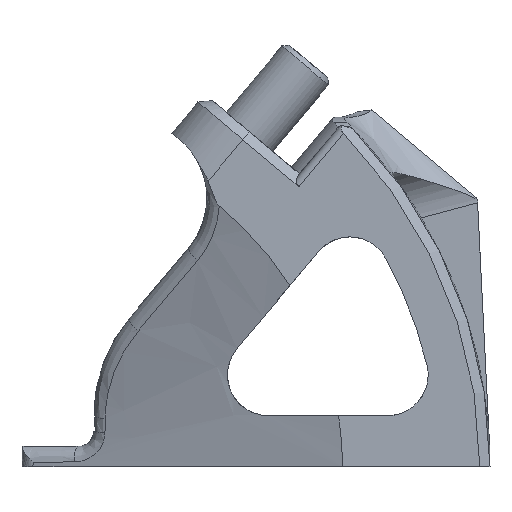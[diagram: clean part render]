
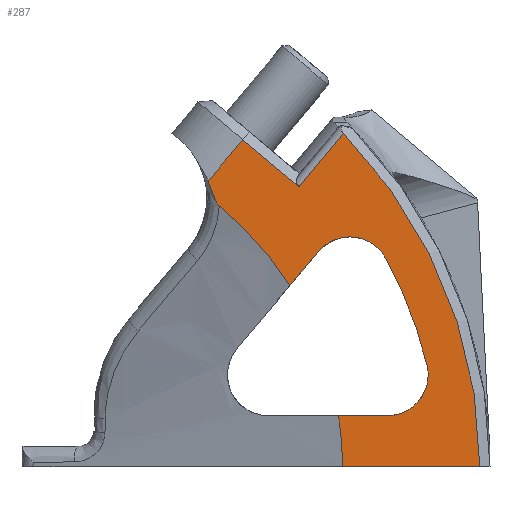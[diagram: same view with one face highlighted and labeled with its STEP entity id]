
A CAD part, left-side view. The second image highlights one B-rep face of the part: STEP entity #287.
In plain terms, the highlighted planar face has unit normal (-1, 0, 0).
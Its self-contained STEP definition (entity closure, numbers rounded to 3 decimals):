
#80 = CARTESIAN_POINT ( 'NONE',  ( 0., 60.645, 10. ) ) ;
#128 = CARTESIAN_POINT ( 'NONE',  ( 0., 10.589, 10. ) ) ;
#277 = CARTESIAN_POINT ( 'NONE',  ( 0., 28.734, 65.311 ) ) ;
#287 = ADVANCED_FACE ( 'NONE', ( #2006 ), #1207, .F. ) ;
#320 = CARTESIAN_POINT ( 'NONE',  ( 0., 54.666, 54.318 ) ) ;
#352 = CARTESIAN_POINT ( 'NONE',  ( 0., 55.132, 55.579 ) ) ;
#363 = DIRECTION ( 'NONE',  ( 0., 0., -1. ) ) ;
#377 = CARTESIAN_POINT ( 'NONE',  ( 0., 53.416, 51.45 ) ) ;
#437 = AXIS2_PLACEMENT_3D ( 'NONE', #4328, #1899, #3533 ) ;
#520 = AXIS2_PLACEMENT_3D ( 'NONE', #1989, #3315, #363 ) ;
#565 = EDGE_LOOP ( 'NONE', ( #4956, #1050, #973, #4809, #3939, #3904, #2304, #1610, #2241, #1746, #4912, #2083, #2345, #2105 ) ) ;
#607 = VERTEX_POINT ( 'NONE', #2318 ) ;
#627 = VERTEX_POINT ( 'NONE', #3988 ) ;
#683 = CARTESIAN_POINT ( 'NONE',  ( 0., 95.144, 0. ) ) ;
#702 = CARTESIAN_POINT ( 'NONE',  ( 0., 27.489, 37.068 ) ) ;
#788 = CARTESIAN_POINT ( 'NONE',  ( 0., 53.106, 51.124 ) ) ;
#865 = CIRCLE ( 'NONE', #1496, 85.144 ) ;
#973 = ORIENTED_EDGE ( 'NONE', *, *, #1130, .T. ) ;
#978 = DIRECTION ( 'NONE',  ( 0., 0.643, -0.766 ) ) ;
#1025 = VECTOR ( 'NONE', #4172, 1000. ) ;
#1050 = ORIENTED_EDGE ( 'NONE', *, *, #3395, .T. ) ;
#1055 = CARTESIAN_POINT ( 'NONE',  ( 0., 20.129, 18. ) ) ;
#1130 = EDGE_CURVE ( 'NONE', #2493, #2915, #1556, .T. ) ;
#1207 = PLANE ( 'NONE',  #3353 ) ;
#1208 = CARTESIAN_POINT ( 'NONE',  ( 0., 54.516, 53.896 ) ) ;
#1259 = DIRECTION ( 'NONE',  ( 1., 0., 0. ) ) ;
#1298 = CARTESIAN_POINT ( 'NONE',  ( 0., 20.129, 10. ) ) ;
#1333 = CARTESIAN_POINT ( 'NONE',  ( 0., 29.715, 10. ) ) ;
#1401 = AXIS2_PLACEMENT_3D ( 'NONE', #702, #2869, #2841 ) ;
#1459 = DIRECTION ( 'NONE',  ( 0., 1., 0. ) ) ;
#1496 = AXIS2_PLACEMENT_3D ( 'NONE', #2591, #1259, #3841 ) ;
#1556 = LINE ( 'NONE', #4527, #5360 ) ;
#1583 = VERTEX_POINT ( 'NONE', #277 ) ;
#1610 = ORIENTED_EDGE ( 'NONE', *, *, #1730, .T. ) ;
#1712 = DIRECTION ( 'NONE',  ( 0., -0.643, 0.766 ) ) ;
#1730 = EDGE_CURVE ( 'NONE', #5140, #627, #4390, .T. ) ;
#1746 = ORIENTED_EDGE ( 'NONE', *, *, #1837, .T. ) ;
#1747 = CARTESIAN_POINT ( 'NONE',  ( 0., 53.603, 58.015 ) ) ;
#1837 = EDGE_CURVE ( 'NONE', #2316, #4544, #865, .T. ) ;
#1850 = VERTEX_POINT ( 'NONE', #2142 ) ;
#1857 = VERTEX_POINT ( 'NONE', #2941 ) ;
#1884 = CARTESIAN_POINT ( 'NONE',  ( 0., 48.461, 64.143 ) ) ;
#1899 = DIRECTION ( 'NONE',  ( -1., 0., 0. ) ) ;
#1989 = CARTESIAN_POINT ( 'NONE',  ( 0., 95.144, 0. ) ) ;
#2006 = FACE_OUTER_BOUND ( 'NONE', #565, .T. ) ;
#2007 = CARTESIAN_POINT ( 'NONE',  ( 0., 54.203, 53.056 ) ) ;
#2037 = CARTESIAN_POINT ( 'NONE',  ( 0., 54.975, 55.16 ) ) ;
#2066 = CARTESIAN_POINT ( 'NONE',  ( 0., 55.297, 55.996 ) ) ;
#2083 = ORIENTED_EDGE ( 'NONE', *, *, #2403, .T. ) ;
#2105 = ORIENTED_EDGE ( 'NONE', *, *, #3388, .T. ) ;
#2134 = DIRECTION ( 'NONE',  ( 1., 0., 0. ) ) ;
#2142 = CARTESIAN_POINT ( 'NONE',  ( 0., 55.297, 55.996 ) ) ;
#2189 = CARTESIAN_POINT ( 'NONE',  ( 0., 20.473, 40.912 ) ) ;
#2241 = ORIENTED_EDGE ( 'NONE', *, *, #4616, .T. ) ;
#2275 = EDGE_CURVE ( 'NONE', #4358, #1857, #3081, .T. ) ;
#2304 = ORIENTED_EDGE ( 'NONE', *, *, #3124, .T. ) ;
#2316 = VERTEX_POINT ( 'NONE', #2189 ) ;
#2318 = CARTESIAN_POINT ( 'NONE',  ( 0., 39.267, 35.478 ) ) ;
#2320 = CARTESIAN_POINT ( 'NONE',  ( 0., 37.459, 54.912 ) ) ;
#2345 = ORIENTED_EDGE ( 'NONE', *, *, #2275, .T. ) ;
#2353 = CARTESIAN_POINT ( 'NONE',  ( 0., 0., 0. ) ) ;
#2388 = CIRCLE ( 'NONE', #437, 93.144 ) ;
#2403 = EDGE_CURVE ( 'NONE', #4655, #4358, #4407, .T. ) ;
#2420 = EDGE_CURVE ( 'NONE', #3651, #1583, #2388, .T. ) ;
#2449 = VECTOR ( 'NONE', #978, 1000. ) ;
#2493 = VERTEX_POINT ( 'NONE', #2320 ) ;
#2499 = CARTESIAN_POINT ( 'NONE',  ( 0., 27.489, 37.068 ) ) ;
#2534 = CARTESIAN_POINT ( 'NONE',  ( 0., 33.618, 42.21 ) ) ;
#2591 = CARTESIAN_POINT ( 'NONE',  ( 0., 95.144, 0. ) ) ;
#2673 = B_SPLINE_CURVE_WITH_KNOTS ( 'NONE', 3,
 ( #2066, #352, #2037, #320, #1208, #2007, #3720, #2925, #5423, #377, #3284, #788 ),
 .UNSPECIFIED., .F., .F.,
 ( 4, 2, 2, 2, 2, 4 ),
 ( 0., 0.001, 0.003, 0.004, 0.005, 0.005 ),
 .UNSPECIFIED. ) ;
#2704 = VECTOR ( 'NONE', #1712, 1000. ) ;
#2706 = DIRECTION ( 'NONE',  ( 1., 0., 0. ) ) ;
#2770 = LINE ( 'NONE', #4434, #2449 ) ;
#2779 = VERTEX_POINT ( 'NONE', #4827 ) ;
#2841 = DIRECTION ( 'NONE',  ( 0., 0., -1. ) ) ;
#2869 = DIRECTION ( 'NONE',  ( 1., 0., 0. ) ) ;
#2901 = DIRECTION ( 'NONE',  ( 0., 0., -1. ) ) ;
#2915 = VERTEX_POINT ( 'NONE', #1884 ) ;
#2925 = CARTESIAN_POINT ( 'NONE',  ( 0., 53.757, 52.028 ) ) ;
#2941 = CARTESIAN_POINT ( 'NONE',  ( 0., 28.956, 0. ) ) ;
#2983 = AXIS2_PLACEMENT_3D ( 'NONE', #2499, #2134, #3317 ) ;
#3006 = CARTESIAN_POINT ( 'NONE',  ( 0., 2., 0. ) ) ;
#3032 = EDGE_CURVE ( 'NONE', #4544, #4655, #3313, .T. ) ;
#3045 = AXIS2_PLACEMENT_3D ( 'NONE', #1055, #5408, #3345 ) ;
#3081 = CIRCLE ( 'NONE', #520, 66.189 ) ;
#3094 = DIRECTION ( 'NONE',  ( 0., -1., 0. ) ) ;
#3124 = EDGE_CURVE ( 'NONE', #607, #5140, #3831, .T. ) ;
#3255 = DIRECTION ( 'NONE',  ( 1., 0., 0. ) ) ;
#3265 = EDGE_CURVE ( 'NONE', #2779, #607, #3843, .T. ) ;
#3284 = CARTESIAN_POINT ( 'NONE',  ( 0., 53.281, 51.268 ) ) ;
#3313 = CIRCLE ( 'NONE', #3045, 8. ) ;
#3315 = DIRECTION ( 'NONE',  ( 1., 0., 0. ) ) ;
#3317 = DIRECTION ( 'NONE',  ( 0., 0., -1. ) ) ;
#3345 = DIRECTION ( 'NONE',  ( 0., 0., -1. ) ) ;
#3352 = VECTOR ( 'NONE', #1459, 1000. ) ;
#3353 = AXIS2_PLACEMENT_3D ( 'NONE', #5336, #3255, #2901 ) ;
#3388 = EDGE_CURVE ( 'NONE', #1857, #3651, #3937, .T. ) ;
#3395 = EDGE_CURVE ( 'NONE', #1583, #2493, #2770, .T. ) ;
#3533 = DIRECTION ( 'NONE',  ( 0., 0., -1. ) ) ;
#3649 = CARTESIAN_POINT ( 'NONE',  ( 0., 12.35, 19.867 ) ) ;
#3651 = VERTEX_POINT ( 'NONE', #3006 ) ;
#3720 = CARTESIAN_POINT ( 'NONE',  ( 0., 54.042, 52.636 ) ) ;
#3789 = LINE ( 'NONE', #1747, #1025 ) ;
#3831 = LINE ( 'NONE', #80, #2704 ) ;
#3841 = DIRECTION ( 'NONE',  ( 0., 0., -1. ) ) ;
#3843 = CIRCLE ( 'NONE', #4547, 66.189 ) ;
#3904 = ORIENTED_EDGE ( 'NONE', *, *, #3265, .T. ) ;
#3937 = LINE ( 'NONE', #2353, #4198 ) ;
#3939 = ORIENTED_EDGE ( 'NONE', *, *, #5021, .T. ) ;
#3988 = CARTESIAN_POINT ( 'NONE',  ( 0., 27.489, 45.068 ) ) ;
#4172 = DIRECTION ( 'NONE',  ( 0., -0.643, 0.766 ) ) ;
#4198 = VECTOR ( 'NONE', #3094, 1000. ) ;
#4328 = CARTESIAN_POINT ( 'NONE',  ( 0., 95.144, 0. ) ) ;
#4345 = EDGE_CURVE ( 'NONE', #1850, #2915, #3789, .T. ) ;
#4358 = VERTEX_POINT ( 'NONE', #1333 ) ;
#4390 = CIRCLE ( 'NONE', #1401, 8. ) ;
#4407 = LINE ( 'NONE', #128, #3352 ) ;
#4434 = CARTESIAN_POINT ( 'NONE',  ( 0., 37.459, 54.912 ) ) ;
#4462 = DIRECTION ( 'NONE',  ( 0., 0., -1. ) ) ;
#4527 = CARTESIAN_POINT ( 'NONE',  ( 0., 48.461, 64.143 ) ) ;
#4544 = VERTEX_POINT ( 'NONE', #3649 ) ;
#4547 = AXIS2_PLACEMENT_3D ( 'NONE', #683, #2706, #4462 ) ;
#4616 = EDGE_CURVE ( 'NONE', #627, #2316, #5357, .T. ) ;
#4655 = VERTEX_POINT ( 'NONE', #1298 ) ;
#4809 = ORIENTED_EDGE ( 'NONE', *, *, #4345, .F. ) ;
#4827 = CARTESIAN_POINT ( 'NONE',  ( 0., 53.106, 51.124 ) ) ;
#4912 = ORIENTED_EDGE ( 'NONE', *, *, #3032, .T. ) ;
#4956 = ORIENTED_EDGE ( 'NONE', *, *, #2420, .T. ) ;
#5021 = EDGE_CURVE ( 'NONE', #1850, #2779, #2673, .T. ) ;
#5140 = VERTEX_POINT ( 'NONE', #2534 ) ;
#5336 = CARTESIAN_POINT ( 'NONE',  ( 0., 33.987, 72.885 ) ) ;
#5357 = CIRCLE ( 'NONE', #2983, 8. ) ;
#5360 = VECTOR ( 'NONE', #5389, 1000. ) ;
#5389 = DIRECTION ( 'NONE',  ( 0., 0.766, 0.643 ) ) ;
#5408 = DIRECTION ( 'NONE',  ( 1., 0., 0. ) ) ;
#5423 = CARTESIAN_POINT ( 'NONE',  ( 0., 53.655, 51.83 ) ) ;
